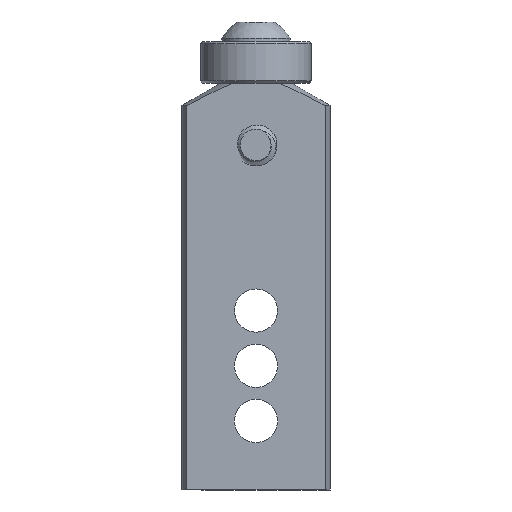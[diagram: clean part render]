
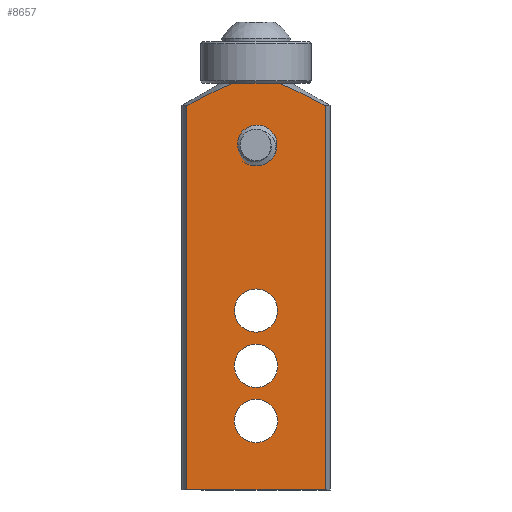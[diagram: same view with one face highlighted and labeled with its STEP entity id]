
A CAD part, left-side view. The second image highlights one B-rep face of the part: STEP entity #8657.
In plain terms, the highlighted planar face has unit normal (-1, 0, 0).
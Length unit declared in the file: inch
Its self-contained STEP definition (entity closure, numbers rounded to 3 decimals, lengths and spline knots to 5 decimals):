
#94=(
BOUNDED_CURVE()
B_SPLINE_CURVE(2,(#12995,#12996,#12997),.UNSPECIFIED.,.F.,.F.)
B_SPLINE_CURVE_WITH_KNOTS((3,3),(0.14307,0.69899),
 .UNSPECIFIED.)
CURVE()
GEOMETRIC_REPRESENTATION_ITEM()
RATIONAL_B_SPLINE_CURVE((1.057,1.138,1.))
REPRESENTATION_ITEM('')
);
#95=(
BOUNDED_CURVE()
B_SPLINE_CURVE(2,(#13002,#13003,#13004),.UNSPECIFIED.,.F.,.F.)
B_SPLINE_CURVE_WITH_KNOTS((3,3),(0.,0.55591),.UNSPECIFIED.)
CURVE()
GEOMETRIC_REPRESENTATION_ITEM()
RATIONAL_B_SPLINE_CURVE((1.,1.138,1.057))
REPRESENTATION_ITEM('')
);
#160=B_SPLINE_CURVE_WITH_KNOTS('',3,(#12943,#12944,#12945,#12946,#12947,
#12948,#12949,#12950,#12951,#12952,#12953,#12954,#12955,#12956,#12957,#12958,
#12959,#12960,#12961,#12962,#12963,#12964),.UNSPECIFIED.,.F.,.F.,(4,2,2,
2,2,2,2,2,2,2,4),(0.27569,0.32717,0.34937,0.36137,
0.37448,0.40705,0.43963,0.45274,
0.46474,0.48694,0.53842),.UNSPECIFIED.);
#211=FACE_BOUND('',#1397,.T.);
#212=FACE_BOUND('',#1398,.T.);
#213=FACE_BOUND('',#1399,.T.);
#214=FACE_BOUND('',#1400,.T.);
#338=PLANE('',#9342);
#849=FACE_OUTER_BOUND('',#1396,.T.);
#1396=EDGE_LOOP('',(#6175,#6176,#6177,#6178,#6179,#6180,#6181,#6182));
#1397=EDGE_LOOP('',(#6183));
#1398=EDGE_LOOP('',(#6184,#6185));
#1399=EDGE_LOOP('',(#6186,#6187));
#1400=EDGE_LOOP('',(#6188,#6189));
#2065=LINE('',#12998,#2865);
#2066=LINE('',#13000,#2866);
#2067=LINE('',#13006,#2867);
#2068=LINE('',#13008,#2868);
#2069=LINE('',#13009,#2869);
#2865=VECTOR('',#10292,0.3937);
#2866=VECTOR('',#10293,0.3937);
#2867=VECTOR('',#10294,0.3937);
#2868=VECTOR('',#10295,0.3937);
#2869=VECTOR('',#10296,0.3937);
#3665=CIRCLE('',#9324,0.0725);
#3669=CIRCLE('',#9331,0.098);
#3670=CIRCLE('',#9332,0.098);
#3672=CIRCLE('',#9335,0.098);
#3673=CIRCLE('',#9336,0.098);
#3675=CIRCLE('',#9339,0.098);
#3676=CIRCLE('',#9340,0.098);
#4017=VERTEX_POINT('',#12909);
#4020=VERTEX_POINT('',#12940);
#4021=VERTEX_POINT('',#12942);
#4022=VERTEX_POINT('',#12969);
#4023=VERTEX_POINT('',#12970);
#4025=VERTEX_POINT('',#12977);
#4026=VERTEX_POINT('',#12978);
#4028=VERTEX_POINT('',#12985);
#4029=VERTEX_POINT('',#12986);
#4031=VERTEX_POINT('',#12993);
#4032=VERTEX_POINT('',#12994);
#4033=VERTEX_POINT('',#12999);
#4034=VERTEX_POINT('',#13001);
#4035=VERTEX_POINT('',#13005);
#4036=VERTEX_POINT('',#13007);
#4877=EDGE_CURVE('',#4017,#4017,#3665,.T.);
#4882=EDGE_CURVE('',#4021,#4020,#160,.F.);
#4885=EDGE_CURVE('',#4022,#4023,#3669,.T.);
#4886=EDGE_CURVE('',#4023,#4022,#3670,.T.);
#4889=EDGE_CURVE('',#4025,#4026,#3672,.T.);
#4890=EDGE_CURVE('',#4026,#4025,#3673,.T.);
#4893=EDGE_CURVE('',#4028,#4029,#3675,.T.);
#4894=EDGE_CURVE('',#4029,#4028,#3676,.T.);
#4897=EDGE_CURVE('',#4031,#4032,#94,.T.);
#4898=EDGE_CURVE('',#4021,#4031,#2065,.T.);
#4899=EDGE_CURVE('',#4033,#4020,#2066,.T.);
#4900=EDGE_CURVE('',#4034,#4033,#95,.T.);
#4901=EDGE_CURVE('',#4035,#4034,#2067,.T.);
#4902=EDGE_CURVE('',#4036,#4035,#2068,.T.);
#4903=EDGE_CURVE('',#4032,#4036,#2069,.T.);
#6175=ORIENTED_EDGE('',*,*,#4897,.F.);
#6176=ORIENTED_EDGE('',*,*,#4898,.F.);
#6177=ORIENTED_EDGE('',*,*,#4882,.T.);
#6178=ORIENTED_EDGE('',*,*,#4899,.F.);
#6179=ORIENTED_EDGE('',*,*,#4900,.F.);
#6180=ORIENTED_EDGE('',*,*,#4901,.F.);
#6181=ORIENTED_EDGE('',*,*,#4902,.F.);
#6182=ORIENTED_EDGE('',*,*,#4903,.F.);
#6183=ORIENTED_EDGE('',*,*,#4877,.T.);
#6184=ORIENTED_EDGE('',*,*,#4885,.T.);
#6185=ORIENTED_EDGE('',*,*,#4886,.T.);
#6186=ORIENTED_EDGE('',*,*,#4889,.T.);
#6187=ORIENTED_EDGE('',*,*,#4890,.T.);
#6188=ORIENTED_EDGE('',*,*,#4893,.T.);
#6189=ORIENTED_EDGE('',*,*,#4894,.T.);
#8657=ADVANCED_FACE('',(#849,#211,#212,#213,#214),#338,.F.);
#9324=AXIS2_PLACEMENT_3D('',#12911,#10250,#10251);
#9331=AXIS2_PLACEMENT_3D('',#12971,#10265,#10266);
#9332=AXIS2_PLACEMENT_3D('',#12972,#10267,#10268);
#9335=AXIS2_PLACEMENT_3D('',#12979,#10274,#10275);
#9336=AXIS2_PLACEMENT_3D('',#12980,#10276,#10277);
#9339=AXIS2_PLACEMENT_3D('',#12987,#10283,#10284);
#9340=AXIS2_PLACEMENT_3D('',#12988,#10285,#10286);
#9342=AXIS2_PLACEMENT_3D('',#12992,#10290,#10291);
#10250=DIRECTION('center_axis',(1.,0.,0.));
#10251=DIRECTION('ref_axis',(0.,0.,-1.));
#10265=DIRECTION('center_axis',(1.,0.,0.));
#10266=DIRECTION('ref_axis',(0.,0.,1.));
#10267=DIRECTION('center_axis',(1.,0.,0.));
#10268=DIRECTION('ref_axis',(0.,0.,1.));
#10274=DIRECTION('center_axis',(1.,0.,0.));
#10275=DIRECTION('ref_axis',(0.,0.,1.));
#10276=DIRECTION('center_axis',(1.,0.,0.));
#10277=DIRECTION('ref_axis',(0.,0.,1.));
#10283=DIRECTION('center_axis',(1.,0.,0.));
#10284=DIRECTION('ref_axis',(0.,0.,1.));
#10285=DIRECTION('center_axis',(1.,0.,0.));
#10286=DIRECTION('ref_axis',(0.,0.,1.));
#10290=DIRECTION('center_axis',(1.,0.,0.));
#10291=DIRECTION('ref_axis',(0.,1.,0.));
#10292=DIRECTION('',(0.,-1.,0.));
#10293=DIRECTION('',(0.,-1.,0.));
#10294=DIRECTION('',(0.,0.,1.));
#10295=DIRECTION('',(0.,1.,0.));
#10296=DIRECTION('',(0.,0.,-1.));
#12909=CARTESIAN_POINT('',(-0.125,0.,1.635));
#12911=CARTESIAN_POINT('Origin',(-0.125,0.,1.5625));
#12940=CARTESIAN_POINT('',(-0.125,0.05434,1.8425));
#12942=CARTESIAN_POINT('',(-0.125,-0.05434,1.8425));
#12943=CARTESIAN_POINT('Ctrl Pts',(-0.125,0.05434,1.8425));
#12944=CARTESIAN_POINT('Ctrl Pts',(-0.125,0.04758,1.8425));
#12945=CARTESIAN_POINT('Ctrl Pts',(-0.125,0.03955,1.84357));
#12946=CARTESIAN_POINT('Ctrl Pts',(-0.125,0.03005,1.84537));
#12947=CARTESIAN_POINT('Ctrl Pts',(-0.125,0.02663,1.8461));
#12948=CARTESIAN_POINT('Ctrl Pts',(-0.125,0.02225,1.84708));
#12949=CARTESIAN_POINT('Ctrl Pts',(-0.125,0.0204,1.8475));
#12950=CARTESIAN_POINT('Ctrl Pts',(-0.125,0.01719,1.84824));
#12951=CARTESIAN_POINT('Ctrl Pts',(-0.125,0.01518,1.8487));
#12952=CARTESIAN_POINT('Ctrl Pts',(-0.125,0.00932,1.84997));
#12953=CARTESIAN_POINT('Ctrl Pts',(-0.125,0.00427,1.8509));
#12954=CARTESIAN_POINT('Ctrl Pts',(-0.125,-0.00427,1.8509));
#12955=CARTESIAN_POINT('Ctrl Pts',(-0.125,-0.00932,1.84997));
#12956=CARTESIAN_POINT('Ctrl Pts',(-0.125,-0.01518,1.8487));
#12957=CARTESIAN_POINT('Ctrl Pts',(-0.125,-0.01719,1.84824));
#12958=CARTESIAN_POINT('Ctrl Pts',(-0.125,-0.0204,1.8475));
#12959=CARTESIAN_POINT('Ctrl Pts',(-0.125,-0.02225,1.84708));
#12960=CARTESIAN_POINT('Ctrl Pts',(-0.125,-0.02663,1.8461));
#12961=CARTESIAN_POINT('Ctrl Pts',(-0.125,-0.03005,1.84537));
#12962=CARTESIAN_POINT('Ctrl Pts',(-0.125,-0.03955,1.84357));
#12963=CARTESIAN_POINT('Ctrl Pts',(-0.125,-0.04758,1.8425));
#12964=CARTESIAN_POINT('Ctrl Pts',(-0.125,-0.05434,1.8425));
#12969=CARTESIAN_POINT('',(-0.125,0.,0.6605));
#12970=CARTESIAN_POINT('',(-0.125,0.,0.4645));
#12971=CARTESIAN_POINT('Origin',(-0.125,0.,0.5625));
#12972=CARTESIAN_POINT('Origin',(-0.125,0.,0.5625));
#12977=CARTESIAN_POINT('',(-0.125,0.,0.4105));
#12978=CARTESIAN_POINT('',(-0.125,0.,0.2145));
#12979=CARTESIAN_POINT('Origin',(-0.125,0.,0.3125));
#12980=CARTESIAN_POINT('Origin',(-0.125,0.,0.3125));
#12985=CARTESIAN_POINT('',(-0.125,0.,0.9105));
#12986=CARTESIAN_POINT('',(-0.125,0.,0.7145));
#12987=CARTESIAN_POINT('Origin',(-0.125,0.,0.8125));
#12988=CARTESIAN_POINT('Origin',(-0.125,0.,0.8125));
#12992=CARTESIAN_POINT('Origin',(-0.125,-0.3135,0.));
#12993=CARTESIAN_POINT('',(-0.125,-0.09987,1.8425));
#12994=CARTESIAN_POINT('',(-0.125,-0.3135,1.74002));
#12995=CARTESIAN_POINT('Ctrl Pts',(-0.125,-0.09987,1.8425));
#12996=CARTESIAN_POINT('Ctrl Pts',(-0.125,-0.16858,1.81774));
#12997=CARTESIAN_POINT('Ctrl Pts',(-0.125,-0.3135,1.74002));
#12998=CARTESIAN_POINT('',(-0.125,-0.07675,1.8425));
#12999=CARTESIAN_POINT('',(-0.125,0.09987,1.8425));
#13000=CARTESIAN_POINT('',(-0.125,-0.07675,1.8425));
#13001=CARTESIAN_POINT('',(-0.125,0.3135,1.74002));
#13002=CARTESIAN_POINT('Ctrl Pts',(-0.125,0.3135,1.74002));
#13003=CARTESIAN_POINT('Ctrl Pts',(-0.125,0.16858,1.81774));
#13004=CARTESIAN_POINT('Ctrl Pts',(-0.125,0.09987,1.8425));
#13005=CARTESIAN_POINT('',(-0.125,0.3135,0.));
#13006=CARTESIAN_POINT('',(-0.125,0.3135,0.5625));
#13007=CARTESIAN_POINT('',(-0.125,-0.3135,0.));
#13008=CARTESIAN_POINT('',(-0.125,-0.15675,0.));
#13009=CARTESIAN_POINT('',(-0.125,-0.3135,0.5625));
